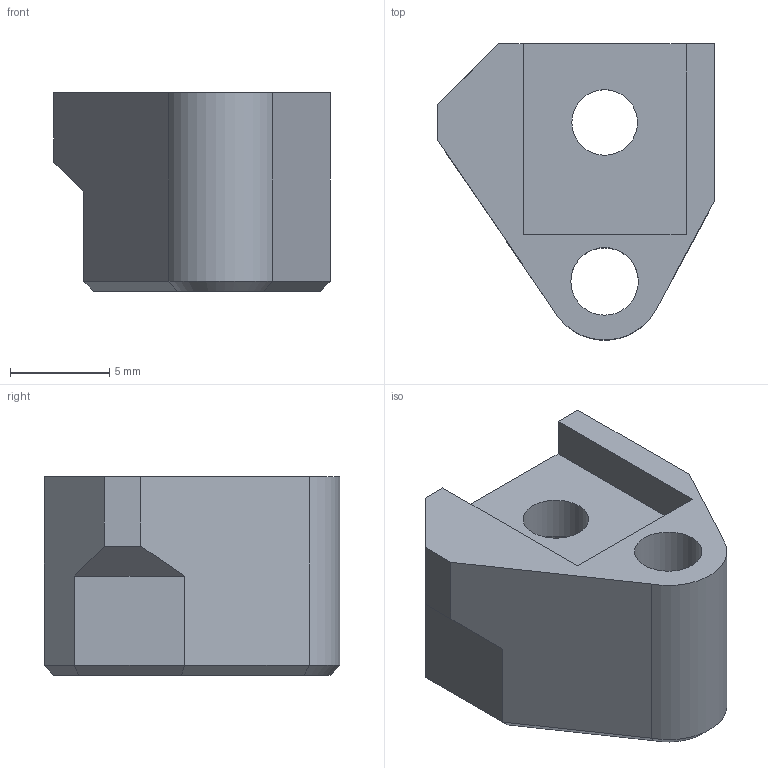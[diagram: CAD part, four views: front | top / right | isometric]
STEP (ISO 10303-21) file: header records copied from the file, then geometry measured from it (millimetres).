
FILE_DESCRIPTION(/* description */ (''),/* implementation_level */ '2;1');
FILE_NAME(/* name */ 'tc-dock-cable-router-parking-plate-support_R.stp',/* time_stamp */ '2024-01-18T11:32:08+01:00',/* author */ ('Mikuláček'),/* organization */ (''),/* preprocessor_version */ 'ST-DEVELOPER v19.2',/* originating_system */ 'Autodesk Inventor 2023',/* authorisation */ '');
FILE_SCHEMA (('AUTOMOTIVE_DESIGN { 1 0 10303 214 3 1 1 }'));
Length unit declared in the file: millimetre
Products named in the file (1): tc-dock-cable-router-parking-plate-support
Bounding box: 13.9 x 14.89 x 10 mm (x, y, z)
Volume: 1089 mm3; surface area: 1010 mm2
Topology: 1 solids, 1 shells, 52 faces, 132 edges, 84 vertices
Faces by surface type: plane 48, cylinder 3, cone 1
Full cylindrical faces by diameter (mm): 3.3 x1, 3.4 x1
Entity records: 1582 total; most frequent: CARTESIAN_POINT 272, ORIENTED_EDGE 264, DIRECTION 247, EDGE_CURVE 132, LINE 121, VECTOR 121, VERTEX_POINT 84, AXIS2_PLACEMENT_3D 63
